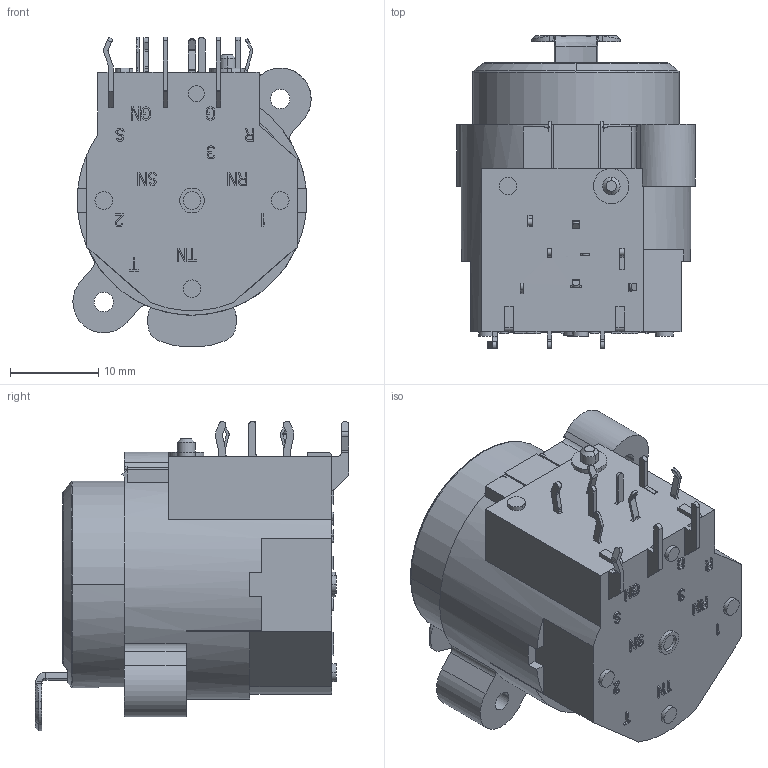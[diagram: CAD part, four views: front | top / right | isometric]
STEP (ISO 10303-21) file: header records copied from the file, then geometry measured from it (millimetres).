
FILE_DESCRIPTION((''),'2;1');
FILE_NAME('PRT0067','2021-04-02T',('zyj'),(''),'PRO/ENGINEER BY PARAMETRIC TECHNOLOGY CORPORATION, 2013040','PRO/ENGINEER BY PARAMETRIC TECHNOLOGY CORPORATION, 2013040','');
FILE_SCHEMA(('CONFIG_CONTROL_DESIGN','SHAPE_APPEARANCE_LAYERS_GROUPS'));
Length unit declared in the file: millimetre
Products named in the file (1): PRT0067
Bounding box: 27 x 35.5 x 35.13 mm (x, y, z)
Volume: 13877.4 mm3; surface area: 8295.8 mm2
Topology: 1 solids, 13 shells, 1273 faces, 3645 edges, 2413 vertices
Faces by surface type: plane 929, cylinder 300, bspline 19, torus 14, cone 11
Entity records: 42761 total; most frequent: CARTESIAN_POINT 8951, ORIENTED_EDGE 7286, DIRECTION 6707, EDGE_CURVE 3643, VECTOR 2775, LINE 2775, VERTEX_POINT 2413, AXIS2_PLACEMENT_3D 1966
